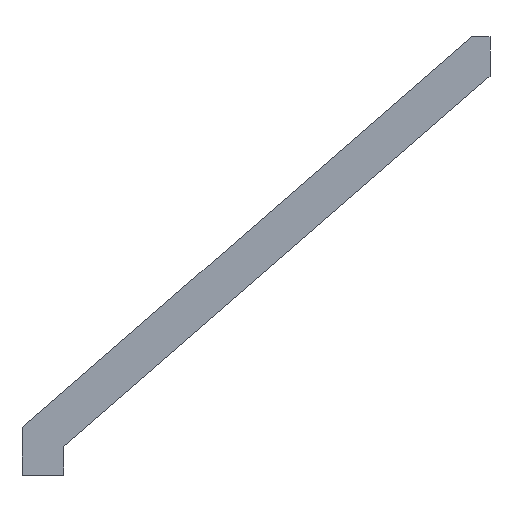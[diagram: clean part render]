
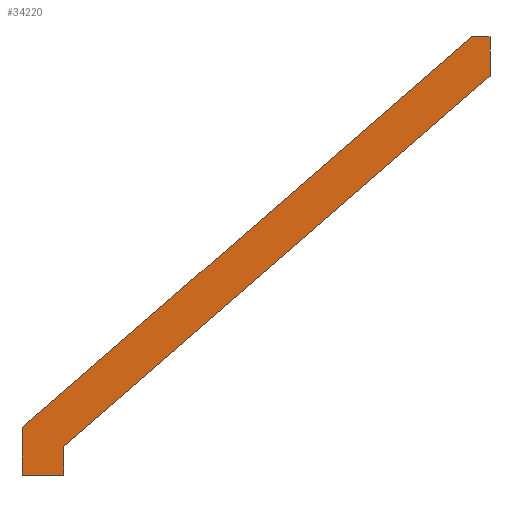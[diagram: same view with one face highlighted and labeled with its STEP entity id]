
A CAD part, left-side view. The second image highlights one B-rep face of the part: STEP entity #34220.
In plain terms, the highlighted planar face has unit normal (-1, 0, 0).
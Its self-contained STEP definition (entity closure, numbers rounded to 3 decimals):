
#33500=CARTESIAN_POINT('',(18.,-2780.,2830.));
#33510=DIRECTION('',(1.,0.,0.));
#33520=DIRECTION('',(0.,1.,0.));
#33530=AXIS2_PLACEMENT_3D('',#33500,#33510,#33520);
#33540=PLANE('',#33530);
#33550=CARTESIAN_POINT('',(18.,-642.639,2830.));
#33560=DIRECTION('',(0.,0.,-1.));
#33570=VECTOR('',#33560,1.);
#33580=LINE('',#33550,#33570);
#33590=CARTESIAN_POINT('',(18.,-642.639,281.58));
#33600=VERTEX_POINT('',#33590);
#33610=CARTESIAN_POINT('',(18.,-642.639,0.));
#33620=VERTEX_POINT('',#33610);
#33630=EDGE_CURVE('',#33600,#33620,#33580,.T.);
#33640=ORIENTED_EDGE('',*,*,#33630,.T.);
#33650=CARTESIAN_POINT('',(18.,-672.639,281.58));
#33660=DIRECTION('',(-1.,0.,0.));
#33670=DIRECTION('',(0.,-1.,0.));
#33680=AXIS2_PLACEMENT_3D('',#33650,#33660,#33670);
#33690=CIRCLE('',#33680,30.);
#33700=CARTESIAN_POINT('',(18.,-652.957,304.221));
#33710=VERTEX_POINT('',#33700);
#33720=EDGE_CURVE('',#33710,#33600,#33690,.T.);
#33730=ORIENTED_EDGE('',*,*,#33720,.T.);
#33740=CARTESIAN_POINT('',(18.,-2784.722,2157.336));
#33750=DIRECTION('',(0.,-0.755,0.656));
#33760=VECTOR('',#33750,1.);
#33770=LINE('',#33740,#33760);
#33780=CARTESIAN_POINT('',(18.,-3437.641,2724.91));
#33790=VERTEX_POINT('',#33780);
#33800=EDGE_CURVE('',#33710,#33790,#33770,.T.);
#33810=ORIENTED_EDGE('',*,*,#33800,.F.);
#33820=CARTESIAN_POINT('',(18.,-2780.,2724.91));
#33830=DIRECTION('',(0.,1.,0.));
#33840=VECTOR('',#33830,1.);
#33850=LINE('',#33820,#33840);
#33860=CARTESIAN_POINT('',(18.,-3552.639,2724.91));
#33870=VERTEX_POINT('',#33860);
#33880=EDGE_CURVE('',#33870,#33790,#33850,.T.);
#33890=ORIENTED_EDGE('',*,*,#33880,.T.);
#33900=CARTESIAN_POINT('',(18.,-3552.639,2830.));
#33910=DIRECTION('',(0.,0.,1.));
#33920=VECTOR('',#33910,1.);
#33930=LINE('',#33900,#33920);
#33940=CARTESIAN_POINT('',(18.,-3552.639,2480.373));
#33950=VERTEX_POINT('',#33940);
#33960=EDGE_CURVE('',#33950,#33870,#33930,.T.);
#33970=ORIENTED_EDGE('',*,*,#33960,.T.);
#33980=CARTESIAN_POINT('',(18.,-2784.722,1812.833));
#33990=DIRECTION('',(0.,0.755,-0.656));
#34000=VECTOR('',#33990,1.);
#34010=LINE('',#33980,#34000);
#34020=CARTESIAN_POINT('',(18.,-902.639,176.763));
#34030=VERTEX_POINT('',#34020);
#34040=EDGE_CURVE('',#33950,#34030,#34010,.T.);
#34050=ORIENTED_EDGE('',*,*,#34040,.F.);
#34060=CARTESIAN_POINT('',(18.,-902.639,0.));
#34070=DIRECTION('',(0.,0.,-1.));
#34080=VECTOR('',#34070,1.);
#34090=LINE('',#34060,#34080);
#34100=CARTESIAN_POINT('',(18.,-902.639,0.));
#34110=VERTEX_POINT('',#34100);
#34120=EDGE_CURVE('',#34030,#34110,#34090,.T.);
#34130=ORIENTED_EDGE('',*,*,#34120,.F.);
#34140=CARTESIAN_POINT('',(18.,0.,0.));
#34150=DIRECTION('',(0.,1.,0.));
#34160=VECTOR('',#34150,1.);
#34170=LINE('',#34140,#34160);
#34180=EDGE_CURVE('',#34110,#33620,#34170,.T.);
#34190=ORIENTED_EDGE('',*,*,#34180,.F.);
#34200=EDGE_LOOP('',(#34190,#34130,#34050,#33970,#33890,#33810,#33730,
#33640));
#34210=FACE_OUTER_BOUND('',#34200,.T.);
#34220=ADVANCED_FACE('',(#34210),#33540,.F.);
